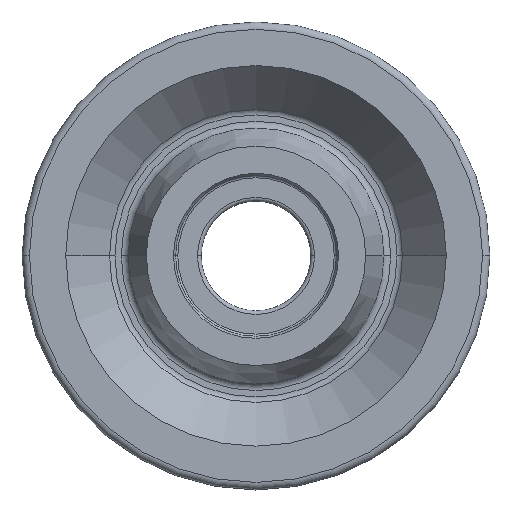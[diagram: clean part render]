
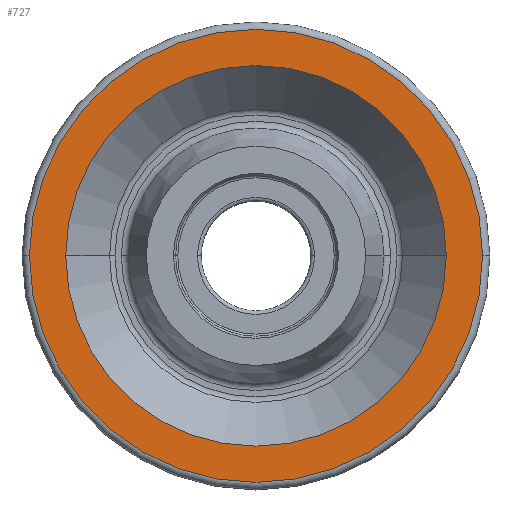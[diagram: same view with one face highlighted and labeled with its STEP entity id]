
A CAD part, top view. The second image highlights one B-rep face of the part: STEP entity #727.
In plain terms, the highlighted planar face has unit normal (0, 0, 1).
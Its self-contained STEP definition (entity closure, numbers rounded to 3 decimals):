
#65 = CARTESIAN_POINT ( 'NONE',  ( -31., 0., 11.7 ) ) ;
#79 = AXIS2_PLACEMENT_3D ( 'NONE', #569, #590, #1271 ) ;
#99 = DIRECTION ( 'NONE',  ( 1., 0., 0. ) ) ;
#104 = CIRCLE ( 'NONE', #587, 26.041 ) ;
#195 = VERTEX_POINT ( 'NONE', #462 ) ;
#227 = DIRECTION ( 'NONE',  ( 0., 0., 1. ) ) ;
#237 = FACE_OUTER_BOUND ( 'NONE', #367, .T. ) ;
#322 = ORIENTED_EDGE ( 'NONE', *, *, #1289, .F. ) ;
#367 = EDGE_LOOP ( 'NONE', ( #679, #1230 ) ) ;
#378 = VERTEX_POINT ( 'NONE', #953 ) ;
#449 = CARTESIAN_POINT ( 'NONE',  ( 0., 0., 11.7 ) ) ;
#457 = CIRCLE ( 'NONE', #1361, 31. ) ;
#462 = CARTESIAN_POINT ( 'NONE',  ( 26.041, 0., 11.7 ) ) ;
#471 = DIRECTION ( 'NONE',  ( 1., 0., 0. ) ) ;
#472 = EDGE_LOOP ( 'NONE', ( #1345, #322 ) ) ;
#487 = AXIS2_PLACEMENT_3D ( 'NONE', #449, #227, #99 ) ;
#569 = CARTESIAN_POINT ( 'NONE',  ( 0., 26.041, 11.7 ) ) ;
#578 = DIRECTION ( 'NONE',  ( 0., 0., 1. ) ) ;
#587 = AXIS2_PLACEMENT_3D ( 'NONE', #1545, #1288, #471 ) ;
#588 = CIRCLE ( 'NONE', #487, 31. ) ;
#590 = DIRECTION ( 'NONE',  ( 0., 0., -1. ) ) ;
#679 = ORIENTED_EDGE ( 'NONE', *, *, #1497, .T. ) ;
#727 = ADVANCED_FACE ( 'NONE', ( #937, #237 ), #1550, .F. ) ;
#767 = AXIS2_PLACEMENT_3D ( 'NONE', #835, #578, #1180 ) ;
#788 = CARTESIAN_POINT ( 'NONE',  ( 0., 0., 11.7 ) ) ;
#835 = CARTESIAN_POINT ( 'NONE',  ( 0., 0., 11.7 ) ) ;
#859 = CARTESIAN_POINT ( 'NONE',  ( 31., 0., 11.7 ) ) ;
#937 = FACE_BOUND ( 'NONE', #472, .T. ) ;
#953 = CARTESIAN_POINT ( 'NONE',  ( -26.041, 0., 11.7 ) ) ;
#1034 = DIRECTION ( 'NONE',  ( 1., 0., 0. ) ) ;
#1081 = VERTEX_POINT ( 'NONE', #65 ) ;
#1130 = EDGE_CURVE ( 'NONE', #1081, #1414, #457, .T. ) ;
#1150 = DIRECTION ( 'NONE',  ( 0., 0., 1. ) ) ;
#1180 = DIRECTION ( 'NONE',  ( 1., 0., 0. ) ) ;
#1212 = EDGE_CURVE ( 'NONE', #195, #378, #104, .T. ) ;
#1230 = ORIENTED_EDGE ( 'NONE', *, *, #1130, .T. ) ;
#1271 = DIRECTION ( 'NONE',  ( -1., 0., 0. ) ) ;
#1288 = DIRECTION ( 'NONE',  ( 0., 0., 1. ) ) ;
#1289 = EDGE_CURVE ( 'NONE', #378, #195, #1306, .T. ) ;
#1306 = CIRCLE ( 'NONE', #767, 26.041 ) ;
#1345 = ORIENTED_EDGE ( 'NONE', *, *, #1212, .F. ) ;
#1361 = AXIS2_PLACEMENT_3D ( 'NONE', #788, #1150, #1034 ) ;
#1414 = VERTEX_POINT ( 'NONE', #859 ) ;
#1497 = EDGE_CURVE ( 'NONE', #1414, #1081, #588, .T. ) ;
#1545 = CARTESIAN_POINT ( 'NONE',  ( 0., 0., 11.7 ) ) ;
#1550 = PLANE ( 'NONE',  #79 ) ;
